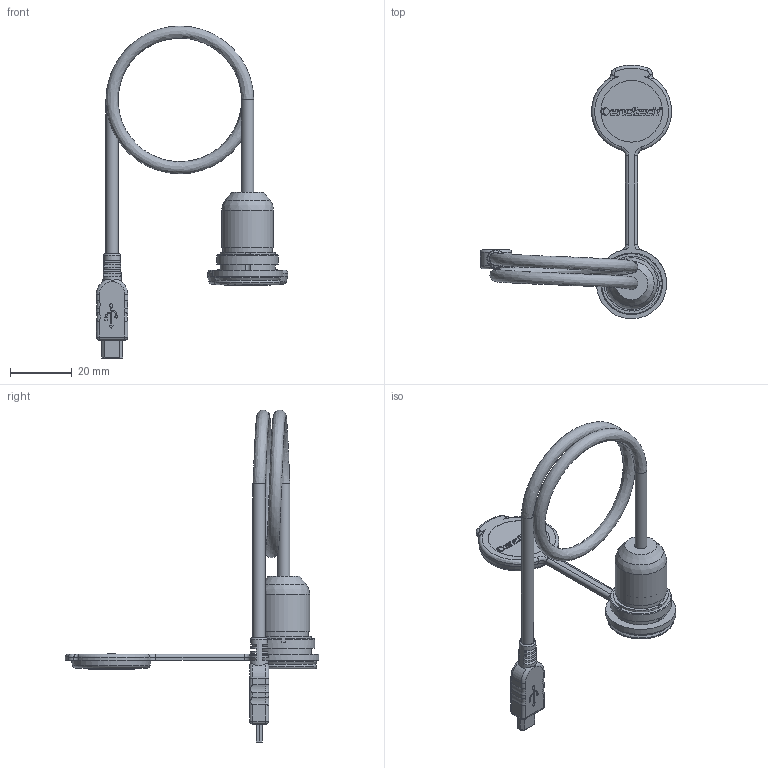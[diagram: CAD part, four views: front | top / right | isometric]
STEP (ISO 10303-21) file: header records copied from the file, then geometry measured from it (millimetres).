
FILE_DESCRIPTION(('FreeCAD Model'),'2;1');
FILE_NAME('1310-1013-xx.stp','2021-01-27T09:23:48',('Author') ,(''),'Open CASCADE STEP processor 7.3','FreeCAD','Unknown');
FILE_SCHEMA(('AUTOMOTIVE_DESIGN { 1 0 10303 214 1 1 1 1 }'));
Length unit declared in the file: millimetre
Products named in the file (11): 1310-1013; FCr_Kabeldose-01; Micro_Stecker; Anspritzung_Micro_USB; Micro_Stecker_vorne; Mutter_M18; Mikro_USB; Hotmeltanspritzung; Platine_20x12; Mikro_USB_Buchse; Verschluss_encitech_ST0042
Assembly tree (10 placements, depth 3):
  1310-1013
  FCr_Kabeldose-01
    Micro_Stecker
      Anspritzung_Micro_USB
      Micro_Stecker_vorne
    Mutter_M18
    Mikro_USB
    Hotmeltanspritzung
    Platine_20x12
    Mikro_USB_Buchse
    Verschluss_encitech_ST0042
Bounding box: 62.07 x 82.32 x 107.8 mm (x, y, z)
Volume: 13842.1 mm3; surface area: 12065.8 mm2
Topology: 9 solids, 9 shells, 430 faces, 1096 edges, 714 vertices
Faces by surface type: plane 283, cylinder 106, torus 19, cone 9, bspline 8, sphere 5
Full cylindrical faces by diameter (mm): 0.615 x1, 0.801 x1, 1 x6, 4 x2, 11 x1, 15.5 x1, 16 x1, 16.8 x1, 17.2 x1, 17.6 x1, 18 x1, 20 x2, 21.5 x2, 21.6 x1
Entity records: 33818 total; most frequent: CARTESIAN_POINT 8678, DIRECTION 4170, LINE 2580, VECTOR 2580, ORIENTED_EDGE 2188, PCURVE 2188, DEFINITIONAL_REPRESENTATION 2188, EDGE_CURVE 1094
